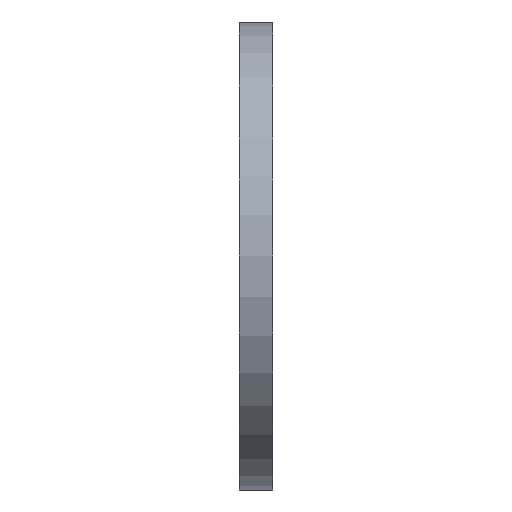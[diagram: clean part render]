
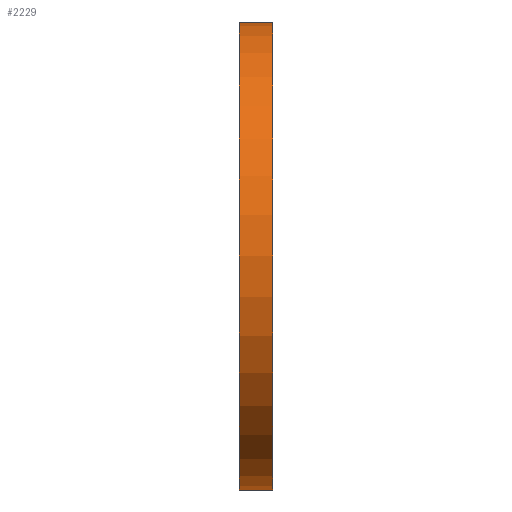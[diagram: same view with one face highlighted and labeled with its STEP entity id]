
A CAD part, left-side view. The second image highlights one B-rep face of the part: STEP entity #2229.
In plain terms, the highlighted cylindrical face has radius 15.875 mm (diameter 31.75 mm), a partial arc.
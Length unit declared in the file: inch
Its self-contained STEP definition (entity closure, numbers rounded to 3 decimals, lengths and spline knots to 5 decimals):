
#58 = ORIENTED_EDGE ( 'NONE', *, *, #2418, .F. ) ;
#85 = ORIENTED_EDGE ( 'NONE', *, *, #1886, .T. ) ;
#174 = DIRECTION ( 'NONE',  ( 0., -1., 0. ) ) ;
#215 = CYLINDRICAL_SURFACE ( 'NONE', #1010, 0.625 ) ;
#269 = CARTESIAN_POINT ( 'NONE',  ( -3., 0.09, 0.625 ) ) ;
#315 = AXIS2_PLACEMENT_3D ( 'NONE', #1103, #3028, #1379 ) ;
#496 = ORIENTED_EDGE ( 'NONE', *, *, #2677, .T. ) ;
#1010 = AXIS2_PLACEMENT_3D ( 'NONE', #3476, #174, #1547 ) ;
#1041 = CARTESIAN_POINT ( 'NONE',  ( -3., 0.09, -0.625 ) ) ;
#1070 = DIRECTION ( 'NONE',  ( 0., 1., 0. ) ) ;
#1103 = CARTESIAN_POINT ( 'NONE',  ( -3., 0., 0. ) ) ;
#1379 = DIRECTION ( 'NONE',  ( 0., 0., 1. ) ) ;
#1491 = CARTESIAN_POINT ( 'NONE',  ( -3., 0., -0.625 ) ) ;
#1547 = DIRECTION ( 'NONE',  ( 0., 0., -1. ) ) ;
#1635 = CARTESIAN_POINT ( 'NONE',  ( -3., 0., 0.625 ) ) ;
#1649 = DIRECTION ( 'NONE',  ( 0., -1., 0. ) ) ;
#1675 = DIRECTION ( 'NONE',  ( 0., -1., 0. ) ) ;
#1886 = EDGE_CURVE ( 'NONE', #2268, #3431, #1954, .T. ) ;
#1954 = LINE ( 'NONE', #3319, #2711 ) ;
#2023 = VERTEX_POINT ( 'NONE', #3379 ) ;
#2033 = CIRCLE ( 'NONE', #2841, 0.625 ) ;
#2149 = LINE ( 'NONE', #269, #3565 ) ;
#2229 = ADVANCED_FACE ( 'NONE', ( #2405 ), #215, .T. ) ;
#2268 = VERTEX_POINT ( 'NONE', #1041 ) ;
#2345 = EDGE_CURVE ( 'NONE', #2268, #2023, #2033, .T. ) ;
#2405 = FACE_OUTER_BOUND ( 'NONE', #3004, .T. ) ;
#2418 = EDGE_CURVE ( 'NONE', #2023, #3097, #2149, .T. ) ;
#2677 = EDGE_CURVE ( 'NONE', #3431, #3097, #2854, .T. ) ;
#2711 = VECTOR ( 'NONE', #1675, 39.37008 ) ;
#2715 = CARTESIAN_POINT ( 'NONE',  ( -3., 0.09, 0. ) ) ;
#2841 = AXIS2_PLACEMENT_3D ( 'NONE', #2715, #1070, #2991 ) ;
#2854 = CIRCLE ( 'NONE', #315, 0.625 ) ;
#2991 = DIRECTION ( 'NONE',  ( 0., 0., 1. ) ) ;
#2996 = ORIENTED_EDGE ( 'NONE', *, *, #2345, .F. ) ;
#3004 = EDGE_LOOP ( 'NONE', ( #496, #58, #2996, #85 ) ) ;
#3028 = DIRECTION ( 'NONE',  ( 0., 1., 0. ) ) ;
#3097 = VERTEX_POINT ( 'NONE', #1635 ) ;
#3319 = CARTESIAN_POINT ( 'NONE',  ( -3., 0.09, -0.625 ) ) ;
#3379 = CARTESIAN_POINT ( 'NONE',  ( -3., 0.09, 0.625 ) ) ;
#3431 = VERTEX_POINT ( 'NONE', #1491 ) ;
#3476 = CARTESIAN_POINT ( 'NONE',  ( -3., 0.09, 0. ) ) ;
#3565 = VECTOR ( 'NONE', #1649, 39.37008 ) ;
